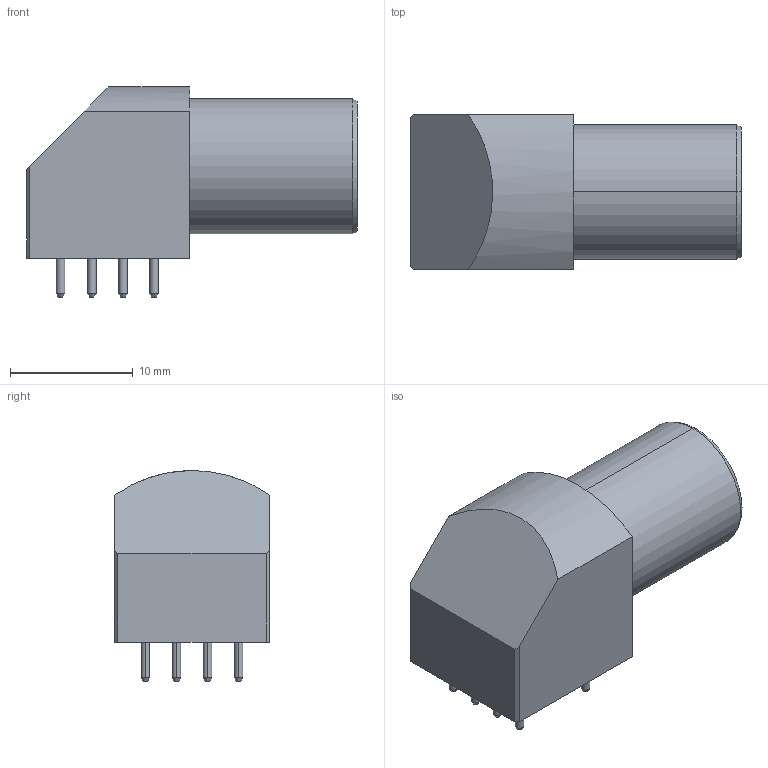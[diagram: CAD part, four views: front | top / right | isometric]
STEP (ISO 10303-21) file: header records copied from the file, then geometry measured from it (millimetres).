
FILE_DESCRIPTION((''),'2;1');
FILE_NAME('LEMO_EPG.1B.306.HLN.stp','2015-06-29T12:08:11',(''),(''),'Mechanical Desktop 2011','Mechanical Desktop 2011',', , ');
FILE_SCHEMA(('AUTOMOTIVE_DESIGN { 1 2 10303 214 1 1 1 1 }'));
Length unit declared in the file: millimetre
Products named in the file (1): Product
Bounding box: 27 x 12.6 x 17.2 mm (x, y, z)
Volume: 2797.8 mm3; surface area: 3147.2 mm2
Topology: 19 solids, 19 shells, 132 faces, 277 edges, 184 vertices
Faces by surface type: cylinder 63, plane 47, cone 22
Entity records: 3709 total; most frequent: DIRECTION 711, CARTESIAN_POINT 594, ORIENTED_EDGE 554, AXIS2_PLACEMENT_3D 301, EDGE_CURVE 277, VERTEX_POINT 184, CIRCLE 167, EDGE_LOOP 157
